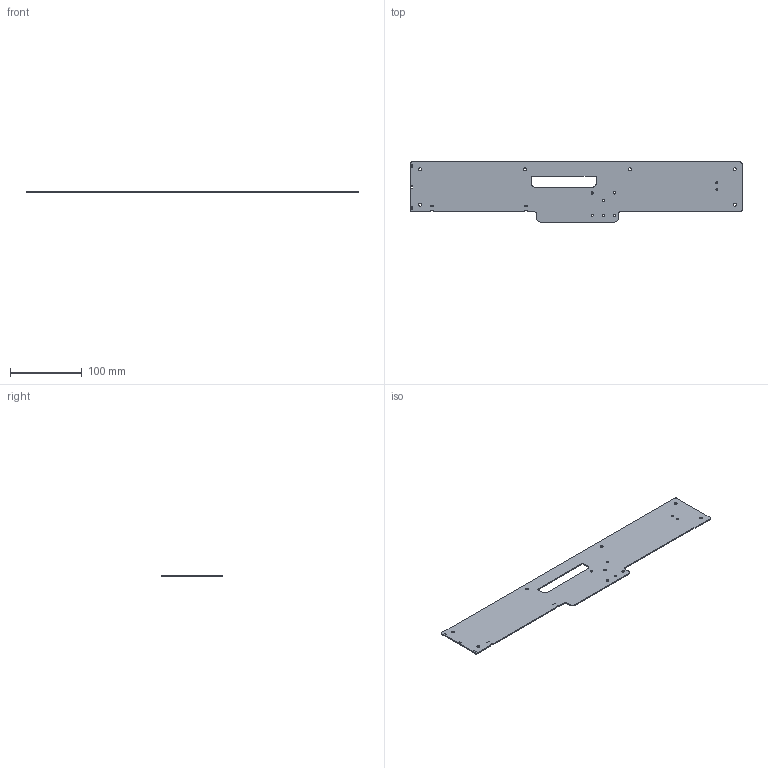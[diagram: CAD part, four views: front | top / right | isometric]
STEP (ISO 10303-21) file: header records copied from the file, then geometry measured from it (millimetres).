
FILE_DESCRIPTION (( 'STEP AP203' ), '1' );
FILE_NAME ('P3.5_Side Panel.STEP', '2022-10-06T13:09:04', ( '' ), ( '' ), 'SwSTEP 2.0', 'SolidWorks 2020', '' );
FILE_SCHEMA (( 'CONFIG_CONTROL_DESIGN' ));
Length unit declared in the file: millimetre
Products named in the file (1): P3.5_Side Panel
Bounding box: 462 x 83.5 x 1.5 mm (x, y, z)
Volume: 48247.2 mm3; surface area: 66586.9 mm2
Topology: 1 solids, 1 shells, 108 faces, 318 edges, 212 vertices
Faces by surface type: cylinder 66, plane 42
Entity records: 3811 total; most frequent: DIRECTION 668, CARTESIAN_POINT 639, ORIENTED_EDGE 636, EDGE_CURVE 318, AXIS2_PLACEMENT_3D 241, VERTEX_POINT 212, VECTOR 186, LINE 186
